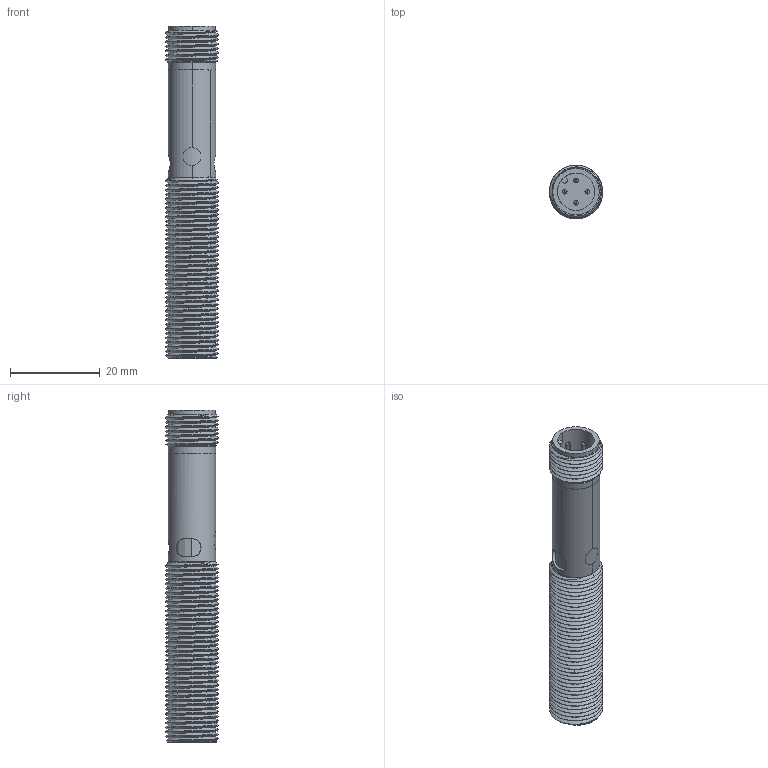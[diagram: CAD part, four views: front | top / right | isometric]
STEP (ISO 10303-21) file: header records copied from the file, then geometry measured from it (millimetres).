
FILE_DESCRIPTION((''),'2;1');
FILE_NAME('137698_SW','2008-01-07T',('banengservice'),('BANNER ENGINEERING'),'PRO/ENGINEER BY PARAMETRIC TECHNOLOGY CORPORATION, 2006170','PRO/ENGINEER BY PARAMETRIC TECHNOLOGY CORPORATION, 2006170','');
FILE_SCHEMA(('CONFIG_CONTROL_DESIGN'));
Length unit declared in the file: inch
Products named in the file (1): 137698_SW
Bounding box: 11.88 x 11.88 x 74 mm (x, y, z)
Volume: 2617.3 mm3; surface area: 9928.7 mm2
Topology: 4 solids, 5 shells, 415 faces, 1056 edges, 670 vertices
Faces by surface type: cylinder 199, plane 102, bspline 50, cone 35, torus 25, sphere 2, revolution 2
Entity records: 31794 total; most frequent: CARTESIAN_POINT 22224, ORIENTED_EDGE 2108, DIRECTION 1797, EDGE_CURVE 1054, AXIS2_PLACEMENT_3D 692, VERTEX_POINT 670, EDGE_LOOP 454, FACE_OUTER_BOUND 415
